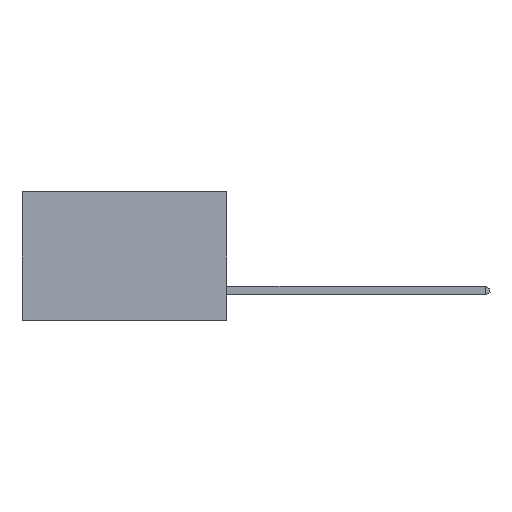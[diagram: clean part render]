
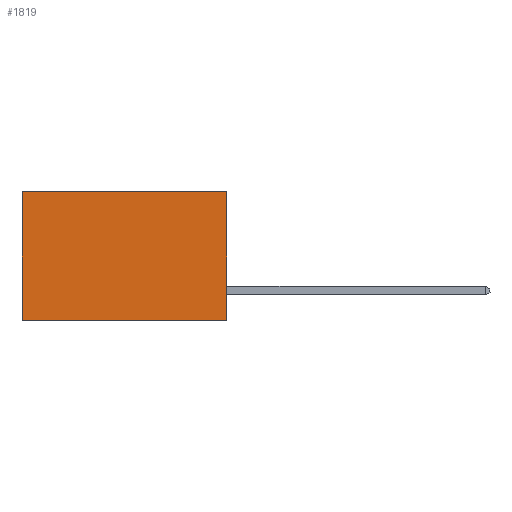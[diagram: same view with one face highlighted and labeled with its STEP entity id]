
A CAD part, left-side view. The second image highlights one B-rep face of the part: STEP entity #1819.
In plain terms, the highlighted planar face has unit normal (-1, 0, 0).
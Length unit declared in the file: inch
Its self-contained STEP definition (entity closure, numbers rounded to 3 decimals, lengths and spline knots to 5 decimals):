
#1055 = CARTESIAN_POINT ( 'NONE',  ( 0.277, 0.59, -0.37 ) ) ;
#1354 = EDGE_CURVE ( 'NONE', #4893, #3566, #10930, .T. ) ;
#1453 = VECTOR ( 'NONE', #8214, 39.37008 ) ;
#1654 = EDGE_CURVE ( 'NONE', #4893, #11123, #4396, .T. ) ;
#1819 = ADVANCED_FACE ( 'NONE', ( #13748 ), #13133, .F. ) ;
#1891 = ORIENTED_EDGE ( 'NONE', *, *, #1354, .T. ) ;
#2465 = CARTESIAN_POINT ( 'NONE',  ( 0.277, 0., -0.37 ) ) ;
#2639 = EDGE_CURVE ( 'NONE', #3566, #4022, #9081, .T. ) ;
#2775 = CARTESIAN_POINT ( 'NONE',  ( 0.277, 0.59, -0.37 ) ) ;
#3095 = VECTOR ( 'NONE', #11890, 39.37008 ) ;
#3566 = VERTEX_POINT ( 'NONE', #3892 ) ;
#3892 = CARTESIAN_POINT ( 'NONE',  ( 0.277, 0.59, 0. ) ) ;
#3945 = ORIENTED_EDGE ( 'NONE', *, *, #2639, .T. ) ;
#4022 = VERTEX_POINT ( 'NONE', #2775 ) ;
#4396 = LINE ( 'NONE', #2465, #1453 ) ;
#4610 = EDGE_CURVE ( 'NONE', #11123, #4022, #11654, .T. ) ;
#4893 = VERTEX_POINT ( 'NONE', #9396 ) ;
#5063 = DIRECTION ( 'NONE',  ( 0., 0., -1. ) ) ;
#5195 = DIRECTION ( 'NONE',  ( 1., 0., 0. ) ) ;
#5272 = CARTESIAN_POINT ( 'NONE',  ( 0.277, 0., -0.37 ) ) ;
#7512 = AXIS2_PLACEMENT_3D ( 'NONE', #5272, #5195, #5063 ) ;
#7668 = ORIENTED_EDGE ( 'NONE', *, *, #1654, .F. ) ;
#7943 = VECTOR ( 'NONE', #8339, 39.37008 ) ;
#7999 = CARTESIAN_POINT ( 'NONE',  ( 0.277, 0., 0. ) ) ;
#8214 = DIRECTION ( 'NONE',  ( 0., 0., -1. ) ) ;
#8339 = DIRECTION ( 'NONE',  ( 0., 1., 0. ) ) ;
#8575 = CARTESIAN_POINT ( 'NONE',  ( 0.277, 0., -0.37 ) ) ;
#9081 = LINE ( 'NONE', #1055, #3095 ) ;
#9396 = CARTESIAN_POINT ( 'NONE',  ( 0.277, 0., 0. ) ) ;
#10545 = EDGE_LOOP ( 'NONE', ( #3945, #12832, #7668, #1891 ) ) ;
#10930 = LINE ( 'NONE', #7999, #7943 ) ;
#11123 = VERTEX_POINT ( 'NONE', #8575 ) ;
#11654 = LINE ( 'NONE', #12852, #11983 ) ;
#11890 = DIRECTION ( 'NONE',  ( 0., 0., -1. ) ) ;
#11983 = VECTOR ( 'NONE', #12897, 39.37008 ) ;
#12832 = ORIENTED_EDGE ( 'NONE', *, *, #4610, .F. ) ;
#12852 = CARTESIAN_POINT ( 'NONE',  ( 0.277, 0., -0.37 ) ) ;
#12897 = DIRECTION ( 'NONE',  ( 0., 1., 0. ) ) ;
#13133 = PLANE ( 'NONE',  #7512 ) ;
#13748 = FACE_OUTER_BOUND ( 'NONE', #10545, .T. ) ;
